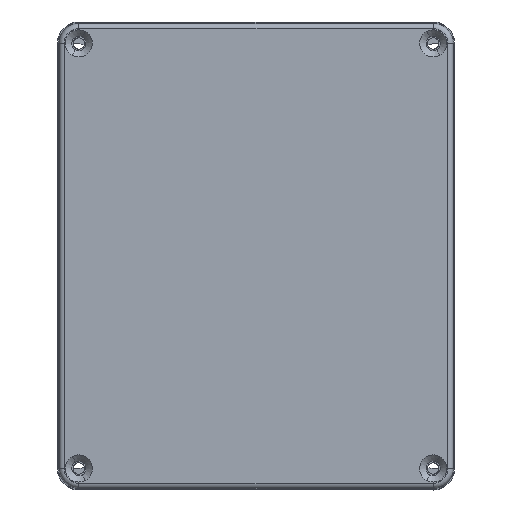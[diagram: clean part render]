
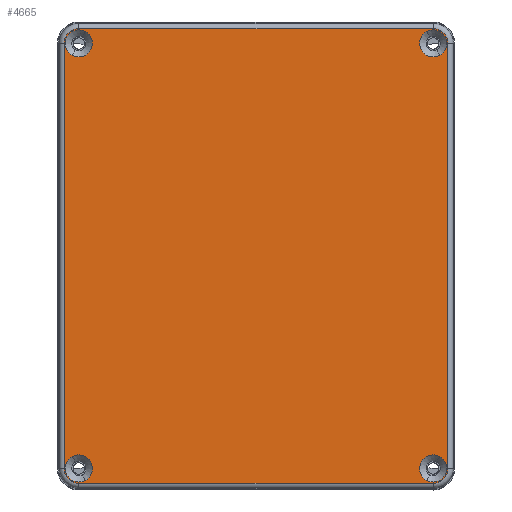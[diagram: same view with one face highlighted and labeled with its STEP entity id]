
A CAD part, top view. The second image highlights one B-rep face of the part: STEP entity #4665.
In plain terms, the highlighted planar face has unit normal (0, 0, 1).
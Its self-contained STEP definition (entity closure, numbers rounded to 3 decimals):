
#1267=CARTESIAN_POINT('',(67.913,-75.176,81.984));
#1278=DIRECTION('',(1.,0.,0.));
#1279=VECTOR('',#1278,125.352);
#1280=CARTESIAN_POINT('',(-62.676,-80.413,
81.984));
#1281=LINE('',#1280,#1279);
#1294=CARTESIAN_POINT('',(62.676,-80.413,81.984));
#1308=DIRECTION('',(0.,-1.,0.));
#1309=VECTOR('',#1308,150.352);
#1310=CARTESIAN_POINT('',(-67.913,75.176,81.984));
#1311=LINE('',#1310,#1309);
#1330=CARTESIAN_POINT('',(62.652,-75.152,81.984));
#1331=DIRECTION('',(0.,0.,1.));
#1332=DIRECTION('',(0.005,-1.,0.));
#1333=AXIS2_PLACEMENT_3D('',#1330,#1331,#1332);
#1335=CARTESIAN_POINT('',(-62.652,-75.152,
81.984));
#1336=DIRECTION('',(0.,0.,1.));
#1337=DIRECTION('',(-1.,-0.005,0.));
#1338=AXIS2_PLACEMENT_3D('',#1335,#1336,#1337);
#1340=CARTESIAN_POINT('',(-62.652,75.152,81.984));
#1341=DIRECTION('',(0.,0.,1.));
#1342=DIRECTION('',(-0.005,1.,0.));
#1343=AXIS2_PLACEMENT_3D('',#1340,#1341,#1342);
#1345=CARTESIAN_POINT('',(62.652,75.152,81.984));
#1346=DIRECTION('',(0.,0.,1.));
#1347=DIRECTION('',(1.,0.005,0.));
#1348=AXIS2_PLACEMENT_3D('',#1345,#1346,#1347);
#1350=CARTESIAN_POINT('',(62.681,75.181,81.984));
#1351=DIRECTION('',(0.,0.,-1.));
#1352=DIRECTION('',(0.48,-0.877,0.));
#1353=AXIS2_PLACEMENT_3D('',#1350,#1351,#1352);
#1355=CARTESIAN_POINT('',(62.681,75.181,81.984));
#1356=DIRECTION('',(0.,0.,-1.));
#1357=DIRECTION('',(-0.48,0.877,0.));
#1358=AXIS2_PLACEMENT_3D('',#1355,#1356,#1357);
#1360=CARTESIAN_POINT('',(-62.681,-75.181,
81.984));
#1361=DIRECTION('',(0.,0.,-1.));
#1362=DIRECTION('',(-0.48,0.877,0.));
#1363=AXIS2_PLACEMENT_3D('',#1360,#1361,#1362);
#1365=CARTESIAN_POINT('',(-62.681,-75.181,
81.984));
#1366=DIRECTION('',(0.,0.,-1.));
#1367=DIRECTION('',(0.48,-0.877,0.));
#1368=AXIS2_PLACEMENT_3D('',#1365,#1366,#1367);
#1374=DIRECTION('',(0.,1.,0.));
#1375=VECTOR('',#1374,150.352);
#1376=CARTESIAN_POINT('',(67.913,-75.176,81.984));
#1377=LINE('',#1376,#1375);
#1390=CARTESIAN_POINT('',(67.913,75.176,81.984));
#1404=CARTESIAN_POINT('',(62.676,80.413,81.984));
#1411=DIRECTION('',(-1.,0.,0.));
#1412=VECTOR('',#1411,125.352);
#1413=CARTESIAN_POINT('',(62.676,80.413,81.984));
#1414=LINE('',#1413,#1412);
#1427=CARTESIAN_POINT('',(-62.676,80.413,81.984));
#1445=CARTESIAN_POINT('',(-67.913,75.176,81.984));
#1479=CARTESIAN_POINT('',(62.681,-75.181,81.984));
#1480=DIRECTION('',(0.,0.,1.));
#1481=DIRECTION('',(-0.48,-0.877,0.));
#1482=AXIS2_PLACEMENT_3D('',#1479,#1480,#1481);
#1488=CARTESIAN_POINT('',(62.681,-75.181,81.984));
#1489=DIRECTION('',(0.,0.,1.));
#1490=DIRECTION('',(0.48,0.877,0.));
#1491=AXIS2_PLACEMENT_3D('',#1488,#1489,#1490);
#1633=CARTESIAN_POINT('',(-62.681,75.181,81.984));
#1634=DIRECTION('',(0.,0.,1.));
#1635=DIRECTION('',(0.48,0.877,0.));
#1636=AXIS2_PLACEMENT_3D('',#1633,#1634,#1635);
#1642=CARTESIAN_POINT('',(-62.681,75.181,81.984));
#1643=DIRECTION('',(0.,0.,1.));
#1644=DIRECTION('',(-0.48,-0.877,0.));
#1645=AXIS2_PLACEMENT_3D('',#1642,#1643,#1644);
#3184=CARTESIAN_POINT('',(-64.985,-70.97,
81.984));
#3185=VERTEX_POINT('',#3184);
#3186=CARTESIAN_POINT('',(-60.376,-79.391,
81.984));
#3187=VERTEX_POINT('',#3186);
#3220=CARTESIAN_POINT('',(-67.913,-75.176,
81.984));
#3221=CARTESIAN_POINT('',(-62.676,-80.413,
81.984));
#3222=VERTEX_POINT('',#3220);
#3223=VERTEX_POINT('',#3221);
#3224=VERTEX_POINT('',#1390);
#3225=VERTEX_POINT('',#1404);
#3226=VERTEX_POINT('',#1267);
#3227=VERTEX_POINT('',#1294);
#3228=VERTEX_POINT('',#1445);
#3229=VERTEX_POINT('',#1427);
#3234=CARTESIAN_POINT('',(60.376,-79.391,81.984));
#3235=CARTESIAN_POINT('',(64.985,-70.97,81.984));
#3236=VERTEX_POINT('',#3234);
#3237=VERTEX_POINT('',#3235);
#3238=CARTESIAN_POINT('',(64.985,70.97,81.984));
#3239=CARTESIAN_POINT('',(60.376,79.391,81.984));
#3240=VERTEX_POINT('',#3238);
#3241=VERTEX_POINT('',#3239);
#3242=CARTESIAN_POINT('',(-60.376,79.391,81.984));
#3243=CARTESIAN_POINT('',(-64.985,70.97,81.984));
#3244=VERTEX_POINT('',#3242);
#3245=VERTEX_POINT('',#3243);
#4621=CARTESIAN_POINT('',(0.,0.,
81.984));
#4622=DIRECTION('',(0.,0.,-1.));
#4623=DIRECTION('',(-1.,0.,0.));
#4624=AXIS2_PLACEMENT_3D('',#4621,#4622,#4623);
#4625=PLANE('',#4624);
#4627=ORIENTED_EDGE('',*,*,#4626,.F.);
#4628=ORIENTED_EDGE('',*,*,#4542,.F.);
#4629=ORIENTED_EDGE('',*,*,#4559,.F.);
#4631=ORIENTED_EDGE('',*,*,#4630,.F.);
#4632=ORIENTED_EDGE('',*,*,#4611,.F.);
#4634=ORIENTED_EDGE('',*,*,#4633,.F.);
#4636=ORIENTED_EDGE('',*,*,#4635,.F.);
#4638=ORIENTED_EDGE('',*,*,#4637,.F.);
#4639=EDGE_LOOP('',(#4627,#4628,#4629,#4631,#4632,#4634,#4636,#4638));
#4640=FACE_OUTER_BOUND('',#4639,.F.);
#4642=ORIENTED_EDGE('',*,*,#4641,.T.);
#4644=ORIENTED_EDGE('',*,*,#4643,.T.);
#4645=EDGE_LOOP('',(#4642,#4644));
#4646=FACE_BOUND('',#4645,.F.);
#4648=ORIENTED_EDGE('',*,*,#4647,.F.);
#4650=ORIENTED_EDGE('',*,*,#4649,.F.);
#4651=EDGE_LOOP('',(#4648,#4650));
#4652=FACE_BOUND('',#4651,.F.);
#4654=ORIENTED_EDGE('',*,*,#4653,.T.);
#4656=ORIENTED_EDGE('',*,*,#4655,.T.);
#4657=EDGE_LOOP('',(#4654,#4656));
#4658=FACE_BOUND('',#4657,.F.);
#4660=ORIENTED_EDGE('',*,*,#4659,.F.);
#4662=ORIENTED_EDGE('',*,*,#4661,.F.);
#4663=EDGE_LOOP('',(#4660,#4662));
#4664=FACE_BOUND('',#4663,.F.);
#4665=ADVANCED_FACE('',(#4640,#4646,#4652,#4658,#4664),#4625,.F.);
#1334=CIRCLE('',#1333,5.261);
#1339=CIRCLE('',#1338,5.261);
#1344=CIRCLE('',#1343,5.261);
#1349=CIRCLE('',#1348,5.261);
#1354=CIRCLE('',#1353,4.8);
#1359=CIRCLE('',#1358,4.8);
#1364=CIRCLE('',#1363,4.8);
#1369=CIRCLE('',#1368,4.8);
#1483=CIRCLE('',#1482,4.8);
#1492=CIRCLE('',#1491,4.8);
#1637=CIRCLE('',#1636,4.8);
#1646=CIRCLE('',#1645,4.8);
#4542=EDGE_CURVE('',#3227,#3226,#1334,.T.);
#4559=EDGE_CURVE('',#3223,#3227,#1281,.T.);
#4611=EDGE_CURVE('',#3228,#3222,#1311,.T.);
#4626=EDGE_CURVE('',#3226,#3224,#1377,.T.);
#4630=EDGE_CURVE('',#3222,#3223,#1339,.T.);
#4633=EDGE_CURVE('',#3229,#3228,#1344,.T.);
#4635=EDGE_CURVE('',#3225,#3229,#1414,.T.);
#4637=EDGE_CURVE('',#3224,#3225,#1349,.T.);
#4641=EDGE_CURVE('',#3236,#3237,#1483,.T.);
#4643=EDGE_CURVE('',#3237,#3236,#1492,.T.);
#4647=EDGE_CURVE('',#3240,#3241,#1354,.T.);
#4649=EDGE_CURVE('',#3241,#3240,#1359,.T.);
#4653=EDGE_CURVE('',#3244,#3245,#1637,.T.);
#4655=EDGE_CURVE('',#3245,#3244,#1646,.T.);
#4659=EDGE_CURVE('',#3185,#3187,#1364,.T.);
#4661=EDGE_CURVE('',#3187,#3185,#1369,.T.);
